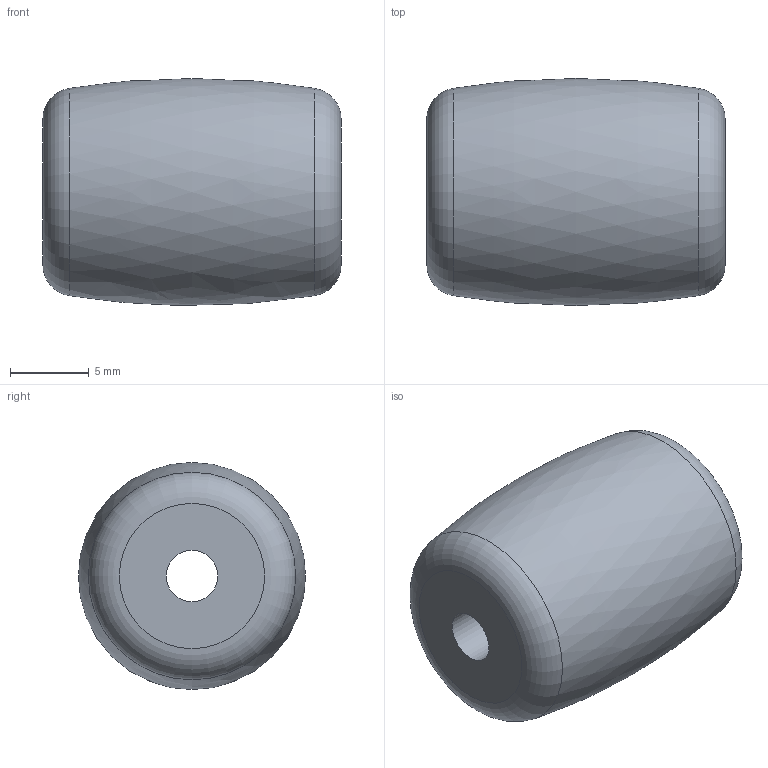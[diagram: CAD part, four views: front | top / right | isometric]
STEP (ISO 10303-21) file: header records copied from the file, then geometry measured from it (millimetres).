
FILE_DESCRIPTION(/* description */ (''),/* implementation_level */ '2;1');
FILE_NAME(/* name */ 'Tetrix_731132_Sub_Roller.ipt.stp',/* time_stamp */ '2014-12-18T17:44:52-08:00',/* author */ ('Autodesk Inc.'),/* organization */ ('Autodesk Inc.'),/* preprocessor_version */ 'ST-DEVELOPER v15.6',/* originating_system */ 'Autodesk Inventor 2015',/* authorisation */ '');
FILE_SCHEMA (('AUTOMOTIVE_DESIGN { 1 0 10303 214 3 1 1 }'));
Length unit declared in the file: millimetre
Products named in the file (1): Tetrix_731132_Sub_Roller
Bounding box: 19 x 14.46 x 14.45 mm (x, y, z)
Volume: 2658.4 mm3; surface area: 1213.4 mm2
Topology: 1 solids, 1 shells, 6 faces, 13 edges, 9 vertices
Faces by surface type: plane 2, torus 2, bspline 1, cylinder 1
Full cylindrical faces by diameter (mm): 3.3 x1
Entity records: 205 total; most frequent: CARTESIAN_POINT 52, DIRECTION 28, ORIENTED_EDGE 18, AXIS2_PLACEMENT_3D 14, EDGE_LOOP 11, EDGE_CURVE 9, CIRCLE 8, VERTEX_POINT 8
